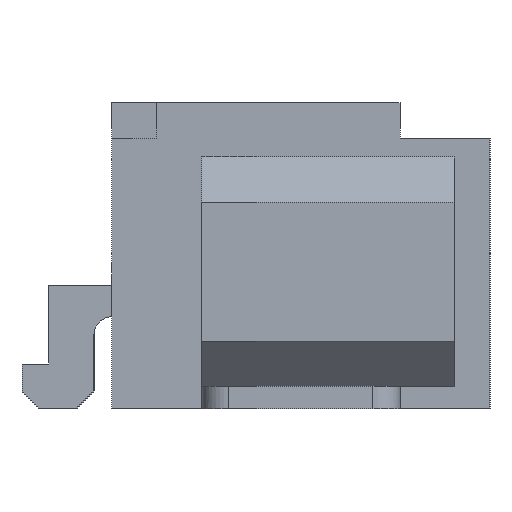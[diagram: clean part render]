
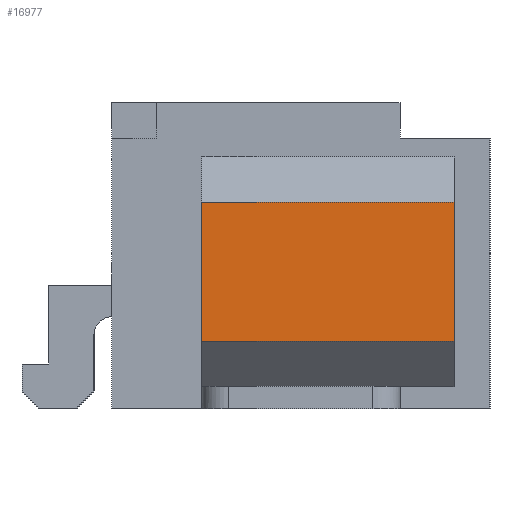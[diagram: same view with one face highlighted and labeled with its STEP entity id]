
A CAD part, left-side view. The second image highlights one B-rep face of the part: STEP entity #16977.
In plain terms, the highlighted planar face has unit normal (-1, 0, 0).
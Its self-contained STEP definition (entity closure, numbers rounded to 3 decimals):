
#7391 = PLANE('',#7392);
#7392 = AXIS2_PLACEMENT_3D('',#7393,#7394,#7395);
#7393 = CARTESIAN_POINT('',(-4.625,-0.35,0.25));
#7394 = DIRECTION('',(0.,-1.,0.));
#7395 = DIRECTION('',(0.,0.,-1.));
#7613 = PLANE('',#7614);
#7614 = AXIS2_PLACEMENT_3D('',#7615,#7616,#7617);
#7615 = CARTESIAN_POINT('',(-4.625,-3.15,0.25));
#7616 = DIRECTION('',(0.,-1.,0.));
#7617 = DIRECTION('',(0.,0.,-1.));
#13484 = PLANE('',#13485);
#13485 = AXIS2_PLACEMENT_3D('',#13486,#13487,#13488);
#13486 = CARTESIAN_POINT('',(-6.375,-0.35,2.3));
#13487 = DIRECTION('',(0.,0.,1.));
#13488 = DIRECTION('',(1.,0.,0.));
#13568 = VERTEX_POINT('',#13569);
#13569 = CARTESIAN_POINT('',(-6.375,-3.15,2.3));
#13590 = EDGE_CURVE('',#13591,#13568,#13593,.T.);
#13591 = VERTEX_POINT('',#13592);
#13592 = CARTESIAN_POINT('',(-6.375,-3.15,0.75));
#13593 = SURFACE_CURVE('',#13594,(#13598,#13605),.PCURVE_S1.);
#13594 = LINE('',#13595,#13596);
#13595 = CARTESIAN_POINT('',(-6.375,-3.15,0.75));
#13596 = VECTOR('',#13597,1.);
#13597 = DIRECTION('',(0.,0.,1.));
#13598 = PCURVE('',#7613,#13599);
#13599 = DEFINITIONAL_REPRESENTATION('',(#13600),#13604);
#13600 = LINE('',#13601,#13602);
#13601 = CARTESIAN_POINT('',(-0.5,-1.75));
#13602 = VECTOR('',#13603,1.);
#13603 = DIRECTION('',(-1.,0.));
#13604 = ( GEOMETRIC_REPRESENTATION_CONTEXT(2)
PARAMETRIC_REPRESENTATION_CONTEXT() REPRESENTATION_CONTEXT('2D SPACE',''
) );
#13605 = PCURVE('',#13606,#13611);
#13606 = PLANE('',#13607);
#13607 = AXIS2_PLACEMENT_3D('',#13608,#13609,#13610);
#13608 = CARTESIAN_POINT('',(-6.375,-0.35,0.75));
#13609 = DIRECTION('',(-1.,0.,0.));
#13610 = DIRECTION('',(0.,0.,1.));
#13611 = DEFINITIONAL_REPRESENTATION('',(#13612),#13616);
#13612 = LINE('',#13613,#13614);
#13613 = CARTESIAN_POINT('',(0.,-2.8));
#13614 = VECTOR('',#13615,1.);
#13615 = DIRECTION('',(1.,0.));
#13616 = ( GEOMETRIC_REPRESENTATION_CONTEXT(2)
PARAMETRIC_REPRESENTATION_CONTEXT() REPRESENTATION_CONTEXT('2D SPACE',''
) );
#13632 = PLANE('',#13633);
#13633 = AXIS2_PLACEMENT_3D('',#13634,#13635,#13636);
#13634 = CARTESIAN_POINT('',(-5.875,-0.35,0.25));
#13635 = DIRECTION('',(-0.707,0.,-0.707));
#13636 = DIRECTION('',(-0.707,0.,0.707));
#14360 = VERTEX_POINT('',#14361);
#14361 = CARTESIAN_POINT('',(-6.375,-0.35,2.3));
#14382 = EDGE_CURVE('',#14383,#14360,#14385,.T.);
#14383 = VERTEX_POINT('',#14384);
#14384 = CARTESIAN_POINT('',(-6.375,-0.35,0.75));
#14385 = SURFACE_CURVE('',#14386,(#14390,#14397),.PCURVE_S1.);
#14386 = LINE('',#14387,#14388);
#14387 = CARTESIAN_POINT('',(-6.375,-0.35,0.75));
#14388 = VECTOR('',#14389,1.);
#14389 = DIRECTION('',(0.,0.,1.));
#14390 = PCURVE('',#7391,#14391);
#14391 = DEFINITIONAL_REPRESENTATION('',(#14392),#14396);
#14392 = LINE('',#14393,#14394);
#14393 = CARTESIAN_POINT('',(-0.5,-1.75));
#14394 = VECTOR('',#14395,1.);
#14395 = DIRECTION('',(-1.,0.));
#14396 = ( GEOMETRIC_REPRESENTATION_CONTEXT(2)
PARAMETRIC_REPRESENTATION_CONTEXT() REPRESENTATION_CONTEXT('2D SPACE',''
) );
#14397 = PCURVE('',#13606,#14398);
#14398 = DEFINITIONAL_REPRESENTATION('',(#14399),#14403);
#14399 = LINE('',#14400,#14401);
#14400 = CARTESIAN_POINT('',(0.,0.));
#14401 = VECTOR('',#14402,1.);
#14402 = DIRECTION('',(1.,0.));
#14403 = ( GEOMETRIC_REPRESENTATION_CONTEXT(2)
PARAMETRIC_REPRESENTATION_CONTEXT() REPRESENTATION_CONTEXT('2D SPACE',''
) );
#16878 = EDGE_CURVE('',#14360,#13568,#16879,.T.);
#16879 = SURFACE_CURVE('',#16880,(#16884,#16891),.PCURVE_S1.);
#16880 = LINE('',#16881,#16882);
#16881 = CARTESIAN_POINT('',(-6.375,-0.35,2.3));
#16882 = VECTOR('',#16883,1.);
#16883 = DIRECTION('',(0.,-1.,0.));
#16884 = PCURVE('',#13484,#16885);
#16885 = DEFINITIONAL_REPRESENTATION('',(#16886),#16890);
#16886 = LINE('',#16887,#16888);
#16887 = CARTESIAN_POINT('',(0.,0.));
#16888 = VECTOR('',#16889,1.);
#16889 = DIRECTION('',(0.,-1.));
#16890 = ( GEOMETRIC_REPRESENTATION_CONTEXT(2)
PARAMETRIC_REPRESENTATION_CONTEXT() REPRESENTATION_CONTEXT('2D SPACE',''
) );
#16891 = PCURVE('',#13606,#16892);
#16892 = DEFINITIONAL_REPRESENTATION('',(#16893),#16897);
#16893 = LINE('',#16894,#16895);
#16894 = CARTESIAN_POINT('',(1.55,0.));
#16895 = VECTOR('',#16896,1.);
#16896 = DIRECTION('',(0.,-1.));
#16897 = ( GEOMETRIC_REPRESENTATION_CONTEXT(2)
PARAMETRIC_REPRESENTATION_CONTEXT() REPRESENTATION_CONTEXT('2D SPACE',''
) );
#16956 = EDGE_CURVE('',#14383,#13591,#16957,.T.);
#16957 = SURFACE_CURVE('',#16958,(#16962,#16969),.PCURVE_S1.);
#16958 = LINE('',#16959,#16960);
#16959 = CARTESIAN_POINT('',(-6.375,-0.35,0.75));
#16960 = VECTOR('',#16961,1.);
#16961 = DIRECTION('',(0.,-1.,0.));
#16962 = PCURVE('',#13632,#16963);
#16963 = DEFINITIONAL_REPRESENTATION('',(#16964),#16968);
#16964 = LINE('',#16965,#16966);
#16965 = CARTESIAN_POINT('',(0.707,0.));
#16966 = VECTOR('',#16967,1.);
#16967 = DIRECTION('',(0.,-1.));
#16968 = ( GEOMETRIC_REPRESENTATION_CONTEXT(2)
PARAMETRIC_REPRESENTATION_CONTEXT() REPRESENTATION_CONTEXT('2D SPACE',''
) );
#16969 = PCURVE('',#13606,#16970);
#16970 = DEFINITIONAL_REPRESENTATION('',(#16971),#16975);
#16971 = LINE('',#16972,#16973);
#16972 = CARTESIAN_POINT('',(0.,0.));
#16973 = VECTOR('',#16974,1.);
#16974 = DIRECTION('',(0.,-1.));
#16975 = ( GEOMETRIC_REPRESENTATION_CONTEXT(2)
PARAMETRIC_REPRESENTATION_CONTEXT() REPRESENTATION_CONTEXT('2D SPACE',''
) );
#16977 = ADVANCED_FACE('',(#16978),#13606,.T.);
#16978 = FACE_BOUND('',#16979,.T.);
#16979 = EDGE_LOOP('',(#16980,#16981,#16982,#16983));
#16980 = ORIENTED_EDGE('',*,*,#16956,.T.);
#16981 = ORIENTED_EDGE('',*,*,#13590,.T.);
#16982 = ORIENTED_EDGE('',*,*,#16878,.F.);
#16983 = ORIENTED_EDGE('',*,*,#14382,.F.);
